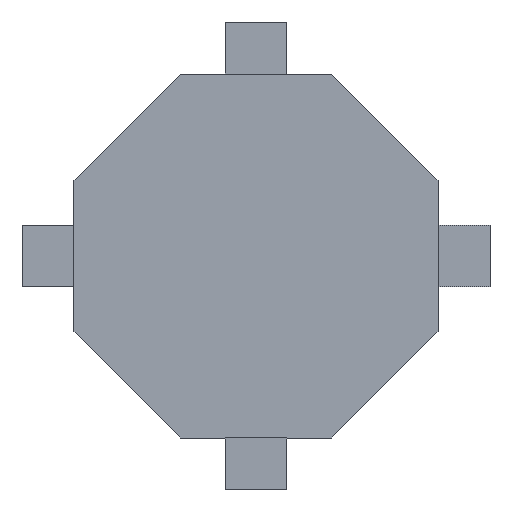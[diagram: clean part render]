
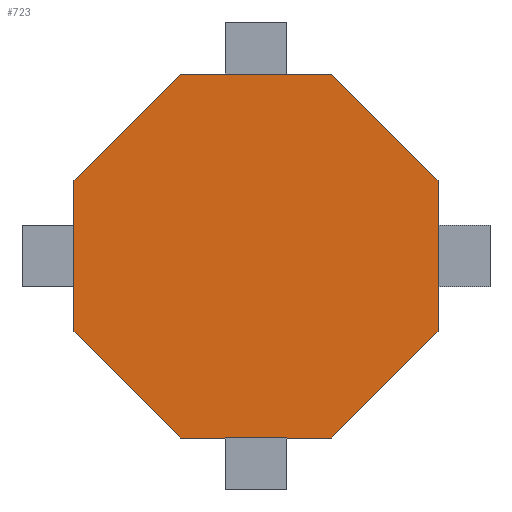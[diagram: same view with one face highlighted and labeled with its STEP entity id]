
A CAD part, front view. The second image highlights one B-rep face of the part: STEP entity #723.
In plain terms, the highlighted planar face has unit normal (0, -1, 0).
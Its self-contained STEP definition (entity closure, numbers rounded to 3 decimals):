
#45 = EDGE_CURVE ( 'NONE', #332, #168, #180, .T. ) ;
#69 = ORIENTED_EDGE ( 'NONE', *, *, #103, .F. ) ;
#70 = DIRECTION ( 'NONE',  ( 0., 1., 0. ) ) ;
#74 = EDGE_CURVE ( 'NONE', #396, #600, #731, .T. ) ;
#77 = DIRECTION ( 'NONE',  ( 0.707, 0., 0.707 ) ) ;
#90 = CARTESIAN_POINT ( 'NONE',  ( -1.841, 0., -4.445 ) ) ;
#99 = VECTOR ( 'NONE', #503, 1000. ) ;
#100 = DIRECTION ( 'NONE',  ( 0., 0., 1. ) ) ;
#103 = EDGE_CURVE ( 'NONE', #367, #332, #970, .T. ) ;
#134 = ORIENTED_EDGE ( 'NONE', *, *, #473, .F. ) ;
#141 = VECTOR ( 'NONE', #671, 1000. ) ;
#168 = VERTEX_POINT ( 'NONE', #606 ) ;
#176 = CARTESIAN_POINT ( 'NONE',  ( -1.841, 0., 4.445 ) ) ;
#180 = LINE ( 'NONE', #653, #568 ) ;
#208 = CARTESIAN_POINT ( 'NONE',  ( -4.445, 0., -1.841 ) ) ;
#223 = LINE ( 'NONE', #907, #646 ) ;
#249 = FACE_OUTER_BOUND ( 'NONE', #740, .T. ) ;
#264 = VECTOR ( 'NONE', #100, 1000. ) ;
#276 = CARTESIAN_POINT ( 'NONE',  ( 1.841, 0., 4.445 ) ) ;
#283 = VECTOR ( 'NONE', #77, 1000. ) ;
#302 = VECTOR ( 'NONE', #758, 1000. ) ;
#332 = VERTEX_POINT ( 'NONE', #276 ) ;
#347 = LINE ( 'NONE', #505, #99 ) ;
#349 = CARTESIAN_POINT ( 'NONE',  ( -1.841, 0., -4.445 ) ) ;
#367 = VERTEX_POINT ( 'NONE', #605 ) ;
#368 = LINE ( 'NONE', #743, #141 ) ;
#396 = VERTEX_POINT ( 'NONE', #349 ) ;
#400 = CARTESIAN_POINT ( 'NONE',  ( -4.445, 0., -1.841 ) ) ;
#423 = LINE ( 'NONE', #400, #264 ) ;
#438 = CARTESIAN_POINT ( 'NONE',  ( -4.445, 0., 1.841 ) ) ;
#473 = EDGE_CURVE ( 'NONE', #954, #825, #347, .T. ) ;
#501 = CARTESIAN_POINT ( 'NONE',  ( 4.445, 0., -1.841 ) ) ;
#503 = DIRECTION ( 'NONE',  ( -0.707, 0., -0.707 ) ) ;
#505 = CARTESIAN_POINT ( 'NONE',  ( 4.445, 0., -1.841 ) ) ;
#527 = LINE ( 'NONE', #1030, #283 ) ;
#546 = VECTOR ( 'NONE', #675, 1000. ) ;
#547 = ORIENTED_EDGE ( 'NONE', *, *, #636, .F. ) ;
#568 = VECTOR ( 'NONE', #811, 1000. ) ;
#600 = VERTEX_POINT ( 'NONE', #208 ) ;
#605 = CARTESIAN_POINT ( 'NONE',  ( -1.841, 0., 4.445 ) ) ;
#606 = CARTESIAN_POINT ( 'NONE',  ( 4.445, 0., 1.841 ) ) ;
#636 = EDGE_CURVE ( 'NONE', #890, #367, #527, .T. ) ;
#646 = VECTOR ( 'NONE', #761, 1000. ) ;
#653 = CARTESIAN_POINT ( 'NONE',  ( 1.841, 0., 4.445 ) ) ;
#671 = DIRECTION ( 'NONE',  ( 0., 0., -1. ) ) ;
#675 = DIRECTION ( 'NONE',  ( -0.707, 0., 0.707 ) ) ;
#714 = EDGE_CURVE ( 'NONE', #825, #396, #223, .T. ) ;
#723 = ADVANCED_FACE ( 'NONE', ( #249 ), #744, .F. ) ;
#731 = LINE ( 'NONE', #90, #546 ) ;
#740 = EDGE_LOOP ( 'NONE', ( #69, #547, #837, #814, #945, #134, #1055, #779 ) ) ;
#743 = CARTESIAN_POINT ( 'NONE',  ( 4.445, 0., 1.841 ) ) ;
#744 = PLANE ( 'NONE',  #1063 ) ;
#758 = DIRECTION ( 'NONE',  ( 1., 0., 0. ) ) ;
#761 = DIRECTION ( 'NONE',  ( -1., 0., 0. ) ) ;
#779 = ORIENTED_EDGE ( 'NONE', *, *, #45, .F. ) ;
#801 = EDGE_CURVE ( 'NONE', #600, #890, #423, .T. ) ;
#811 = DIRECTION ( 'NONE',  ( 0.707, 0., -0.707 ) ) ;
#814 = ORIENTED_EDGE ( 'NONE', *, *, #74, .F. ) ;
#825 = VERTEX_POINT ( 'NONE', #902 ) ;
#837 = ORIENTED_EDGE ( 'NONE', *, *, #801, .F. ) ;
#890 = VERTEX_POINT ( 'NONE', #438 ) ;
#902 = CARTESIAN_POINT ( 'NONE',  ( 1.841, 0., -4.445 ) ) ;
#907 = CARTESIAN_POINT ( 'NONE',  ( 1.841, 0., -4.445 ) ) ;
#941 = DIRECTION ( 'NONE',  ( 0., 0., 1. ) ) ;
#945 = ORIENTED_EDGE ( 'NONE', *, *, #714, .F. ) ;
#954 = VERTEX_POINT ( 'NONE', #501 ) ;
#970 = LINE ( 'NONE', #176, #302 ) ;
#1030 = CARTESIAN_POINT ( 'NONE',  ( -4.445, 0., 1.841 ) ) ;
#1055 = ORIENTED_EDGE ( 'NONE', *, *, #1064, .F. ) ;
#1063 = AXIS2_PLACEMENT_3D ( 'NONE', #1069, #70, #941 ) ;
#1064 = EDGE_CURVE ( 'NONE', #168, #954, #368, .T. ) ;
#1069 = CARTESIAN_POINT ( 'NONE',  ( 0., 0., 0. ) ) ;
